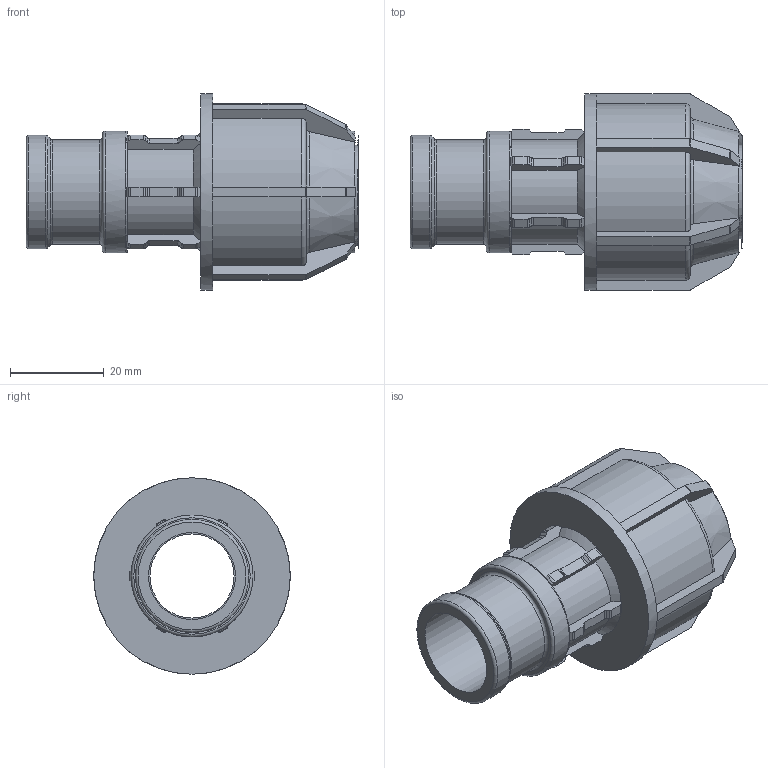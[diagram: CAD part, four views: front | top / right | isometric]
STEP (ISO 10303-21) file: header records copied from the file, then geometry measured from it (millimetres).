
FILE_DESCRIPTION(/* description */ ('PLASSON L.14 FEMALE ADAPTOR (SILVER) 20-1/2"'),/* implementation_level */ '2;1');
FILE_NAME(/* name */ '140300020005.ipt.stp',/* time_stamp */ '2018-04-09T13:03:04+03:00',/* author */ ('KIM'),/* organization */ (''),/* preprocessor_version */ 'ST-DEVELOPER v15.6',/* originating_system */ 'Autodesk Inventor 2015',/* authorisation */ '');
FILE_SCHEMA (('AUTOMOTIVE_DESIGN { 1 0 10303 214 3 1 1 }'));
Length unit declared in the file: millimetre
Products named in the file (1): 140300020005
Bounding box: 71 x 42 x 42 mm (x, y, z)
Volume: 28737.1 mm3; surface area: 14317.1 mm2
Topology: 1 solids, 1 shells, 262 faces, 725 edges, 459 vertices
Faces by surface type: plane 160, cylinder 68, torus 20, cone 14
Full cylindrical faces by diameter (mm): 18 x1, 18.631 x1, 20 x2, 22.357 x1, 24.22 x1, 26.083 x1, 42 x1
Entity records: 8290 total; most frequent: CARTESIAN_POINT 1960, ORIENTED_EDGE 1352, DIRECTION 1278, EDGE_CURVE 676, AXIS2_PLACEMENT_3D 462, VERTEX_POINT 442, LINE 354, VECTOR 354
